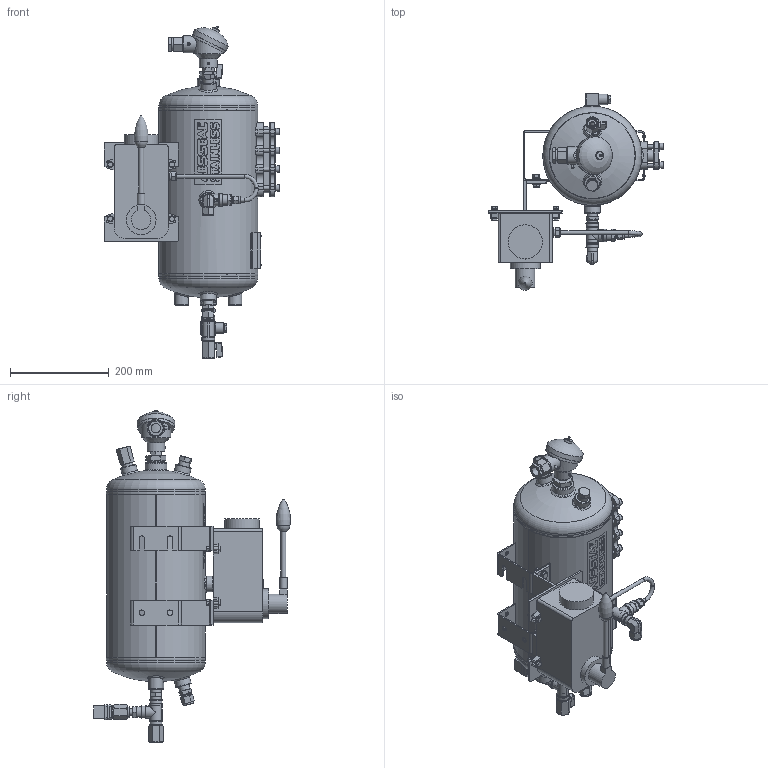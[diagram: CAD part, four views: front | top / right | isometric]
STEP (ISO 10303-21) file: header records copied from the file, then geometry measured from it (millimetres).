
FILE_DESCRIPTION(/* description */ ('Unknown','CAx-IF Rec.Pracs.---Representation and Presentation of Product Manufacturing Information (PMI)---4.0---2014-10-13','CAx-IF Rec.Pracs.---3D Tessellated Geometry---0.4---2014-09-14','2;1'),/* implementation_level */ '2;1');
FILE_NAME(/* name */ 'P112CCSASAABB-',/* time_stamp */ '2023-03-15T16:01:45+00:00',/* author */ ('Unknown'),/* organization */ ('Unknown'),/* preprocessor_version */ 'ST-DEVELOPER v16.7',/* originating_system */ 'Solid Edge',/* authorisation */ 'Unknown');
FILE_SCHEMA (('AP242_MANAGED_MODEL_BASED_3D_ENGINEERING_MIM_LF { 1 0 10303 442 1 1 4 }'));
Length unit declared in the file: millimetre
Products named in the file (65): 3092143; 2039393; 2039388; 2032857; 2051466; 2015923; 2011208; 2032893; 2011133; 2032873; 2039393_812_2,862_Fillet 7_oa_0; 2039393_812_2,862_Fillet 7_oa_1; 2039393_812_2,862_Fillet 7_oa_2; 2051700; 2030293; 2032147; 2039393_812_2,862_Fillet 7_oa_3; 2039393_812_2,862_Fillet 7_oa_4; 2039393_812_2,862_Fillet 7_oa_5; 2039393_812_2,862_Fillet 7_oa_6; 2050292; 2038629; 2038627; 2033305; 2054694; 2038628; 2051513; 2051512; 2012850; 2026342; 2026306; 3001706; 2026331; 2030518; 2075344; 2026418; 2026443; 3001704; 3001705; 2026666 ...
Assembly tree (121 placements, depth 5):
  3092143
    2039393
      2039388
      2032857
      2051466
      2015923  x5
      2011208
      2032893
      2011133
      2032873
      2039393_812_2,862_Fillet 7_oa_0
      2039393_812_2,862_Fillet 7_oa_1
      2039393_812_2,862_Fillet 7_oa_2
      2051700  x4
      2030293
      2032147  x2
      2039393_812_2,862_Fillet 7_oa_3
      2039393_812_2,862_Fillet 7_oa_4
      2039393_812_2,862_Fillet 7_oa_5
      2039393_812_2,862_Fillet 7_oa_6
      2050292
      2038629
        2038627
        2033305  x2
        2054694
        2038628
        2051513  x8
        2051512  x8
      2012850
    2026342
    2026306  x2
    3001706
    2026331  x2
    2030518
    2075344
    2026418
    2026443
    3001704
    3001705
    2026666
    3017963
    3212078
      3151488
        2017281
          2018529_oa_7
          2018562_oa_8
          2018531_oa_9
          2017281_418_480_Fillet 1_oa_10
        2017283
          2018529_oa_11
          2018562_oa_12
          2018531_oa_13
          2017283_418_480_Fillet 1_oa_14
      2018289
      2028922  x4
      2028920  x8
      2027020  x4
      2028924  x4
      2037366  x4
      2037367  x8
Bounding box: 356 x 399.05 x 672.66 mm (x, y, z)
Volume: 2982937.3 mm3; surface area: 1501605.8 mm2
Topology: 141 solids, 141 shells, 3256 faces, 7771 edges, 5055 vertices
Faces by surface type: plane 1539, cylinder 762, cone 529, bspline 233, torus 146, sphere 47
Full cylindrical faces by diameter (mm): 2 x4, 3.2 x4, 3.3 x2, 3.429 x1, 3.5 x4, 4 x5, 4.5 x2, 4.917 x4, 5 x4, 5.08 x1, 5.46 x3, 6 x4, 6.35 x4, 6.4 x8, 6.401 x1, 6.45 x8, 6.47 x8, 6.604 x1, 6.8 x8, 8 x31, 9 x16, 9.12 x8, 9.5 x2, 10 x10, 10.16 x2, 10.2 x1, 10.363 x1, 10.414 x2, 10.922 x1, 11 x2
Entity records: 98338 total; most frequent: CARTESIAN_POINT 38872, ORIENTED_EDGE 10846, DIRECTION 9328, EDGE_CURVE 5423, VERTEX_POINT 3824, AXIS2_PLACEMENT_3D 3477, FACE_BOUND 3137, EDGE_LOOP 3136
